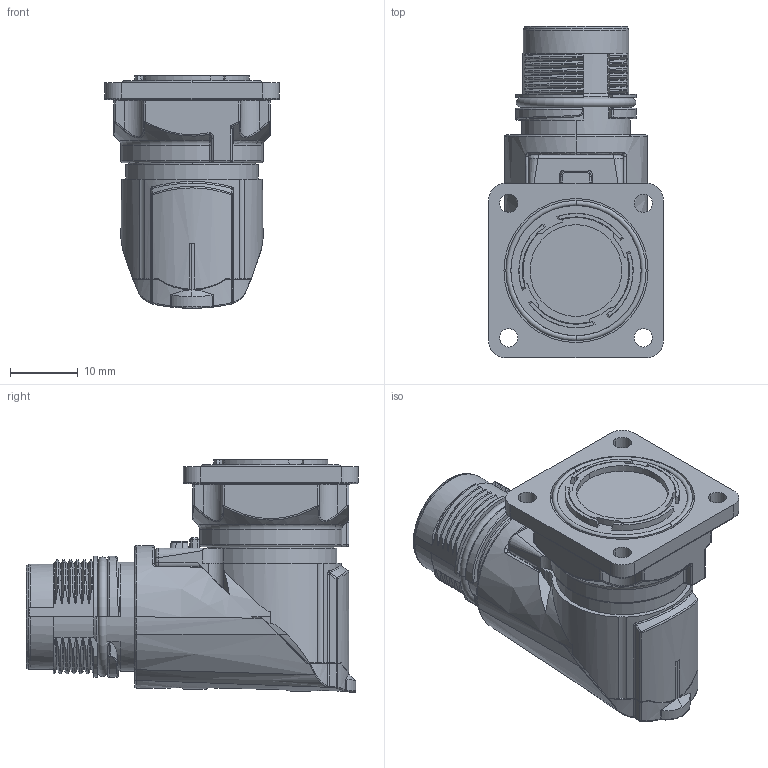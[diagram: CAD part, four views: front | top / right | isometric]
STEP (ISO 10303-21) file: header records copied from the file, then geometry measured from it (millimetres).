
FILE_DESCRIPTION((''),'2;1');
FILE_NAME('M17-BKP-4_SW0001','2023-12-15T',('zh.su'),(''),'PRO/ENGINEER BY PARAMETRIC TECHNOLOGY CORPORATION, 2012480','PRO/ENGINEER BY PARAMETRIC TECHNOLOGY CORPORATION, 2012480','');
FILE_SCHEMA(('CONFIG_CONTROL_DESIGN'));
Length unit declared in the file: millimetre
Products named in the file (1): M17-BKP-4_SW0001
Bounding box: 25.7 x 48.85 x 34.2 mm (x, y, z)
Volume: 18706.2 mm3; surface area: 8438.7 mm2
Topology: 6 solids, 7 shells, 1001 faces, 2571 edges, 1600 vertices
Faces by surface type: cylinder 282, plane 279, bspline 261, torus 73, sphere 40, cone 36, extrusion 30
Entity records: 44829 total; most frequent: CARTESIAN_POINT 22595, ORIENTED_EDGE 5134, DIRECTION 3901, EDGE_CURVE 2567, VERTEX_POINT 1600, AXIS2_PLACEMENT_3D 1473, EDGE_LOOP 1051, FACE_OUTER_BOUND 1001
